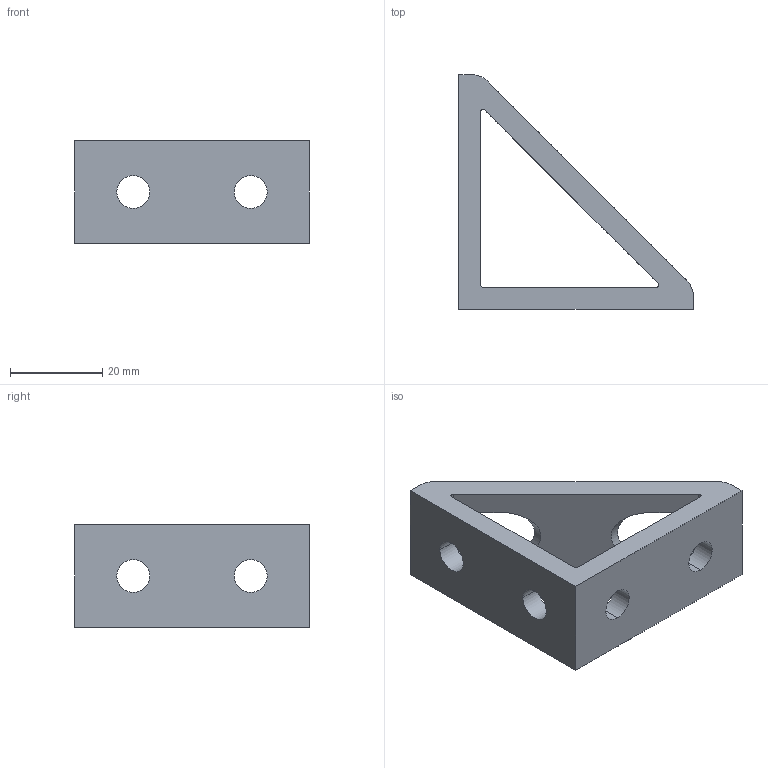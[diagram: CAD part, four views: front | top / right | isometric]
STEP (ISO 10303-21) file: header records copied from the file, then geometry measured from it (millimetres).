
FILE_DESCRIPTION (( 'STEP AP203' ), '1' );
FILE_NAME ('47065T736_Silver Gusset Bracket.STEP', '2021-09-10T05:02:20', ( 'Administrator' ), ( 'Managed by Terraform' ), 'SwSTEP 2.0', 'SolidWorks 2017', '' );
FILE_SCHEMA (( 'CONFIG_CONTROL_DESIGN' ));
Length unit declared in the file: inch
Products named in the file (1): 47065T736_Silver Gusset Bracket
Bounding box: 50.8 x 50.8 x 22.23 mm (x, y, z)
Volume: 13854.8 mm3; surface area: 8093.9 mm2
Topology: 1 solids, 1 shells, 43 faces, 117 edges, 74 vertices
Faces by surface type: cylinder 33, plane 10
Entity records: 1497 total; most frequent: CARTESIAN_POINT 392, ORIENTED_EDGE 234, DIRECTION 195, EDGE_CURVE 117, VERTEX_POINT 74, AXIS2_PLACEMENT_3D 72, EDGE_LOOP 55, VECTOR 51
